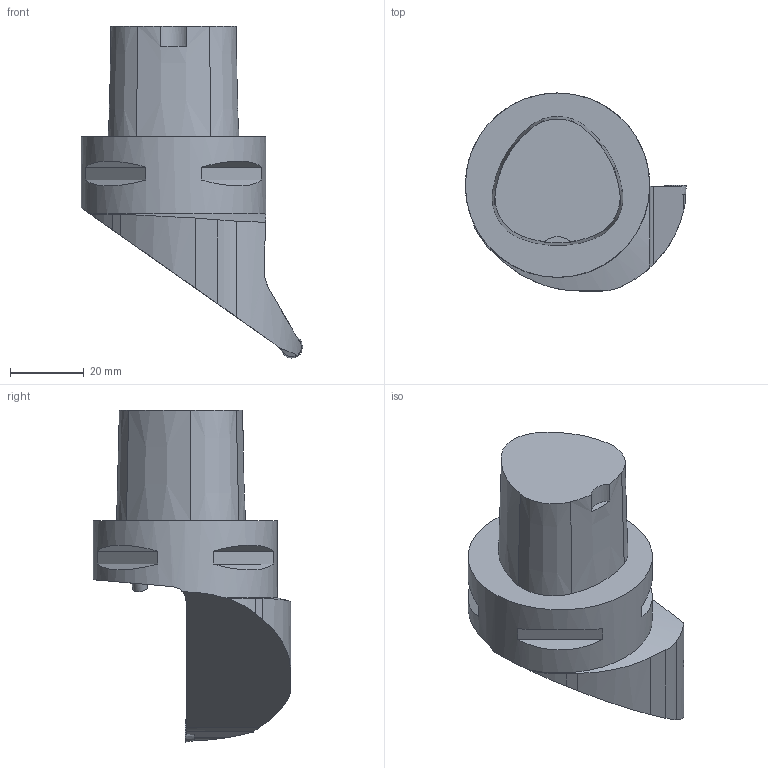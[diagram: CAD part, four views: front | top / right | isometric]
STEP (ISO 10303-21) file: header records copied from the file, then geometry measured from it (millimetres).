
FILE_DESCRIPTION(/* description */ (''),/* implementation_level */ '2;1');
FILE_NAME(/* name */ '1675241027966.stp',/* time_stamp */ '2023-02-01T14:14:03+06:00',/* author */ (''),/* organization */ ('SMS'),/* preprocessor_version */ 'ST-DEVELOPER v16.7',/* originating_system */ 'SIEMENS PLM Software NX 12.0',/* authorisation */ '');
FILE_SCHEMA (('AUTOMOTIVE_DESIGN { 1 0 10303 214 3 1 1 1 }'));
Length unit declared in the file: millimetre
Products named in the file (4): 204443338mod000_00; ASSEMBLY_CONSTRUCTION; 204517626mod000_00; 204517627mod000_00
Assembly tree (3 placements, depth 2):
  204517627mod000_00
    204517626mod000_00
    ASSEMBLY_CONSTRUCTION
    204443338mod000_00
Bounding box: 60 x 53.64 x 90 mm (x, y, z)
Volume: 86666.2 mm3; surface area: 13916.8 mm2
Topology: 2 solids, 2 shells, 50 faces, 122 edges, 90 vertices
Faces by surface type: plane 26, cylinder 13, cone 9, torus 2
Full cylindrical faces by diameter (mm): 2.8 x1, 4 x1, 50 x1
Entity records: 1652 total; most frequent: CARTESIAN_POINT 335, DIRECTION 265, ORIENTED_EDGE 218, AXIS2_PLACEMENT_3D 112, EDGE_CURVE 109, VERTEX_POINT 76, EDGE_LOOP 65, ADVANCED_FACE 50
